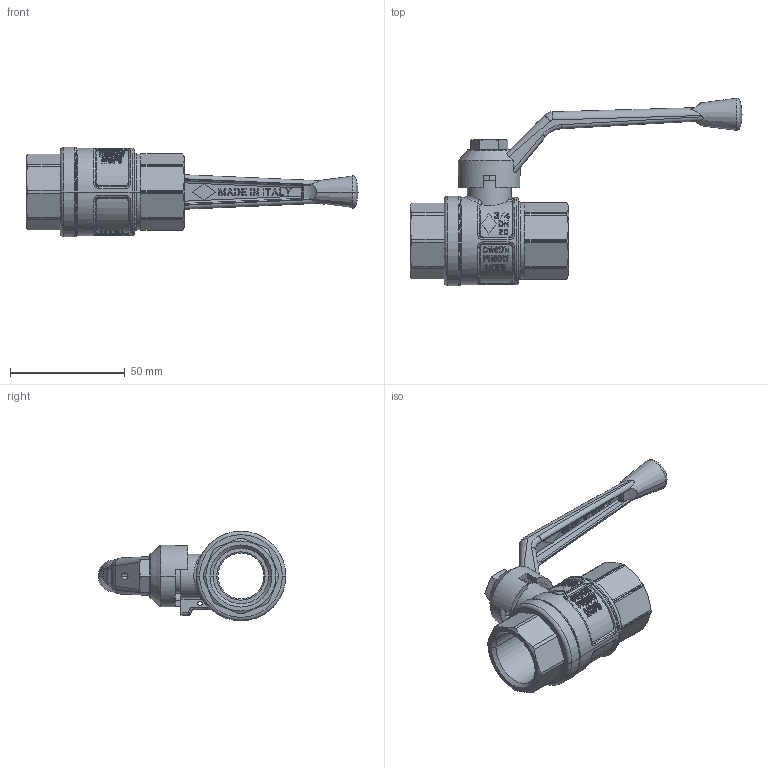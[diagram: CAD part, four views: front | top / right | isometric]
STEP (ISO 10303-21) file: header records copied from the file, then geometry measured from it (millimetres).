
FILE_DESCRIPTION(('Creo Elements/Direct Modeling STEP Export'),'2;1');
FILE_NAME('1700050000-1.stp','2018-04-10T13:28:36',(''),(''),'Creo Elements/Direct Modeling STEP processor for AP214 (Solid Model)','Creo Elements/Direct Modeling 19.0G 27-Nov-2017 (C) Parametric Technology GmbH','');
FILE_SCHEMA(('AUTOMOTIVE_DESIGN { 1 0 10303 214 1 1 1 1 }'));
Products named in the file (2): 1700050000-30-08-2016
Assembly tree (1 placements, depth 2):
  1700050000-30-08-2016
    1700050000-30-08-2016
Bounding box: 144.5 x 81.6 x 39 mm (x, y, z)
Volume: 53365.1 mm3; surface area: 22849.3 mm2
Topology: 1 solids, 1 shells, 1551 faces, 4305 edges, 2822 vertices
Faces by surface type: plane 1236, cylinder 154, bspline 73, cone 66, torus 18, sphere 4
Entity records: 73781 total; most frequent: CARTESIAN_POINT 31670, ORIENTED_EDGE 8598, DIRECTION 8485, EDGE_CURVE 4299, AXIS2_PLACEMENT_3D 3271, VERTEX_POINT 2822, VECTOR 1943, LINE 1943
